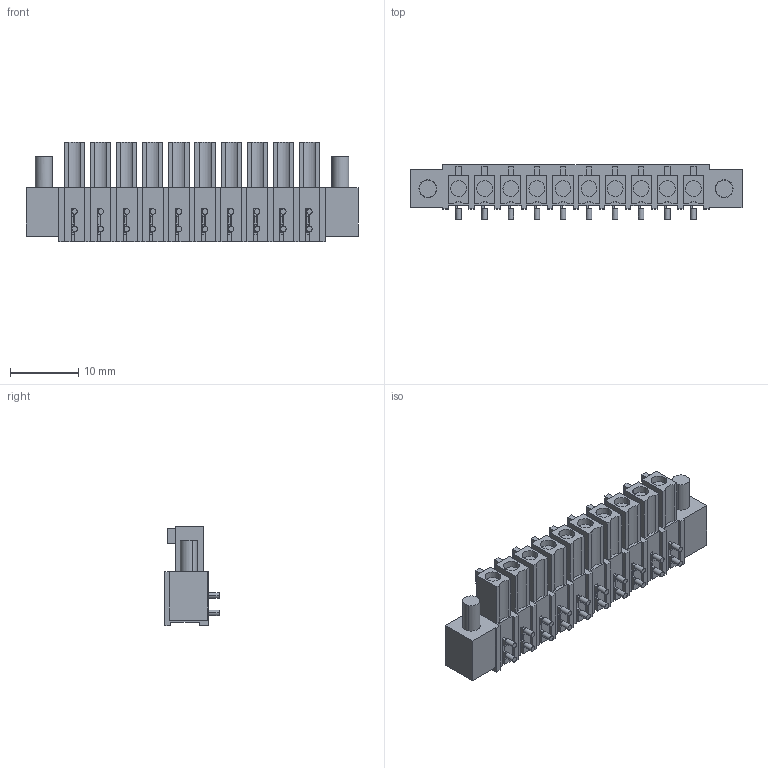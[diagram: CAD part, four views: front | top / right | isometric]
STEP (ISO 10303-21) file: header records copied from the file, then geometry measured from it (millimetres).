
FILE_DESCRIPTION(('CATIA V5 STEP Exchange'),'2;1');
FILE_NAME ('D1460891_0_1975790000_1975790000.stp','2016-11-26T10:05:54+00:00',('none'),('Weidmueller'),'CATIA Version 5-6 Release 2014','CATIA V5 STEP AP203','none');
FILE_SCHEMA(('CONFIG_CONTROL_DESIGN'));
Length unit declared in the file: millimetre
Products named in the file (1): 1975790000_S
Bounding box: 48.49 x 7.95 x 14.5 mm (x, y, z)
Volume: 2793 mm3; surface area: 3350.5 mm2
Topology: 13 solids, 13 shells, 640 faces, 1649 edges, 1089 vertices
Faces by surface type: plane 534, cylinder 106
Entity records: 18006 total; most frequent: CARTESIAN_POINT 3409, ORIENTED_EDGE 3298, DIRECTION 2402, EDGE_CURVE 1649, VECTOR 1389, LINE 1389, VERTEX_POINT 1089, EDGE_LOOP 698
